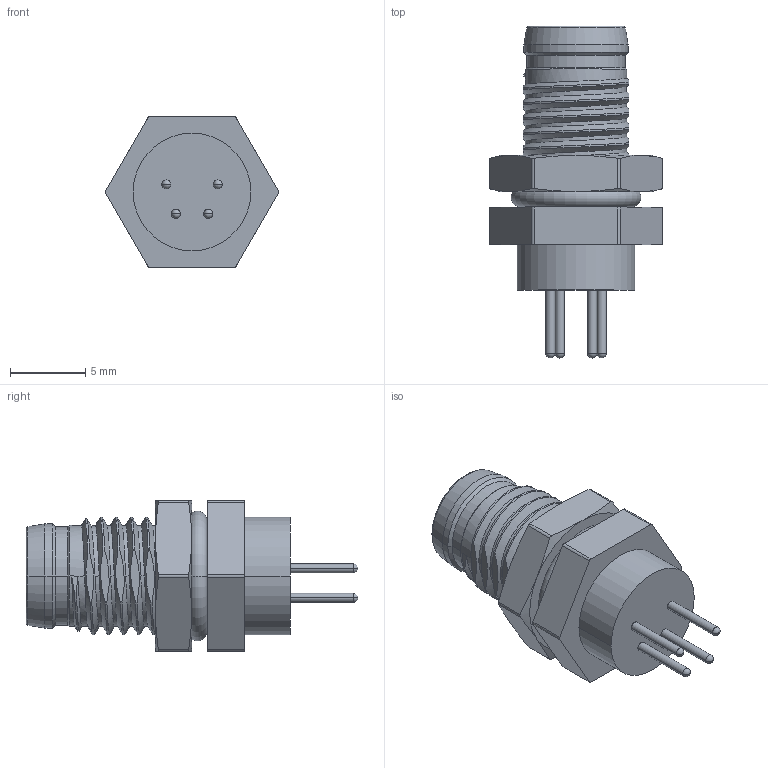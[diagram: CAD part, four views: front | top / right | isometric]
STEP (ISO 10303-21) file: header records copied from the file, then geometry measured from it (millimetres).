
FILE_DESCRIPTION((''),'2;1');
FILE_NAME('M8-M04-BKR-M8-D_SW000_SW0001','2017-06-09T',('tc.chen'),(''),'PRO/ENGINEER BY PARAMETRIC TECHNOLOGY CORPORATION, 2012480','PRO/ENGINEER BY PARAMETRIC TECHNOLOGY CORPORATION, 2012480','');
FILE_SCHEMA(('AUTOMOTIVE_DESIGN { 1 0 10303 214 1 1 1 1 }'));
Length unit declared in the file: millimetre
Products named in the file (1): M8-M04-BKR-M8-D_SW000_SW0001
Bounding box: 11.49 x 22 x 10 mm (x, y, z)
Volume: 819.7 mm3; surface area: 1354.6 mm2
Topology: 1 solids, 1 shells, 195 faces, 500 edges, 305 vertices
Faces by surface type: cylinder 85, plane 38, cone 30, sphere 16, bspline 14, torus 8, extrusion 4
Entity records: 10236 total; most frequent: CARTESIAN_POINT 5345, ORIENTED_EDGE 968, DIRECTION 833, EDGE_CURVE 484, AXIS2_PLACEMENT_3D 336, VERTEX_POINT 305, EDGE_LOOP 211, FACE_OUTER_BOUND 195
